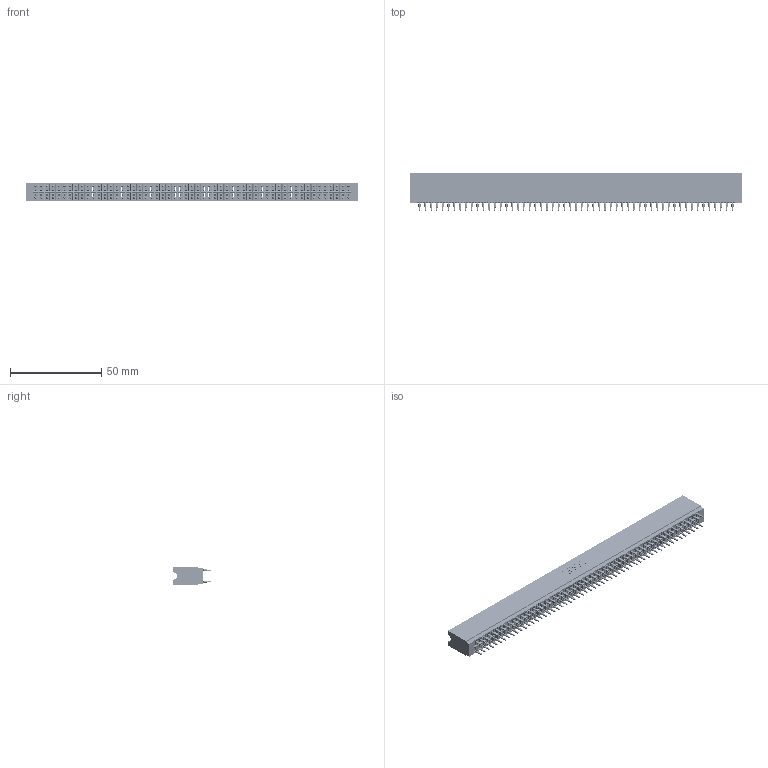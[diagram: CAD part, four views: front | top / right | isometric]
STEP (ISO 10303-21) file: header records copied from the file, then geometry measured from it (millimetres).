
FILE_DESCRIPTION (( 'STEP AP203' ), '1' );
FILE_NAME ('746-110-560-206.STEP', '2026-03-05T00:54:01', ( '' ), ( '' ), 'SwSTEP 2.0', 'SolidWorks 2023', '' );
FILE_SCHEMA (( 'CONFIG_CONTROL_DESIGN' ));
Length unit declared in the file: millimetre
Products named in the file (3): 746 Part_.515 Slot Depth - 06; 746-292-001_560; 746-110-560-206
Assembly tree (111 placements, depth 2):
  746-110-560-206
    746 Part_.515 Slot Depth - 06
    746-292-001_560  x110
Bounding box: 181.86 x 20.82 x 9.91 mm (x, y, z)
Volume: 19768.3 mm3; surface area: 33815.5 mm2
Topology: 111 solids, 111 shells, 10493 faces, 29195 edges, 18710 vertices
Faces by surface type: plane 5226, cylinder 2407, bspline 2200, torus 660
Entity records: 83246 total; most frequent: CARTESIAN_POINT 16432, ORIENTED_EDGE 14354, DIRECTION 11969, EDGE_CURVE 7177, VECTOR 6435, LINE 6435, VERTEX_POINT 4758, AXIS2_PLACEMENT_3D 2767
